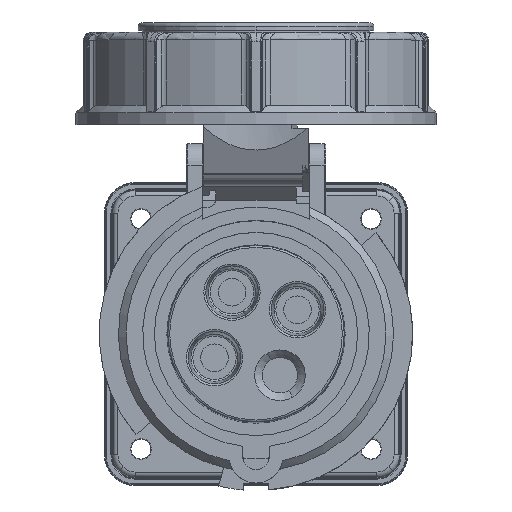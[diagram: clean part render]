
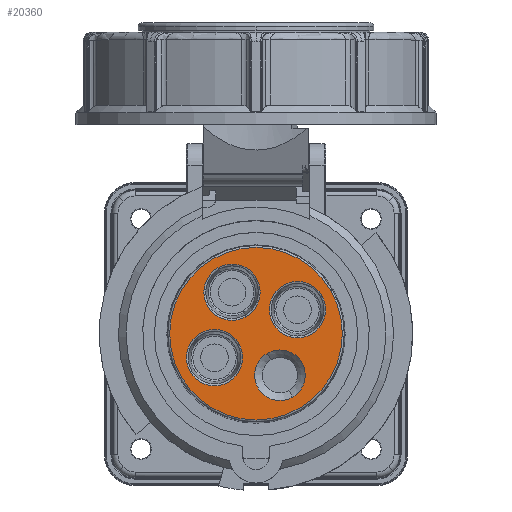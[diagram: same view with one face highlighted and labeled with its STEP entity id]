
A CAD part, top view. The second image highlights one B-rep face of the part: STEP entity #20360.
In plain terms, the highlighted planar face has unit normal (0, 0, 1).
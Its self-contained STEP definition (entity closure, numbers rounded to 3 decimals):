
#574 = CARTESIAN_POINT ( 'NONE',  ( 19.487, 11.251, 42. ) ) ;
#780 = ORIENTED_EDGE ( 'NONE', *, *, #33763, .T. ) ;
#811 = ORIENTED_EDGE ( 'NONE', *, *, #36931, .T. ) ;
#954 = VERTEX_POINT ( 'NONE', #71671 ) ;
#1305 = EDGE_CURVE ( 'NONE', #35234, #48433, #7190, .T. ) ;
#2299 = VERTEX_POINT ( 'NONE', #65216 ) ;
#2823 = DIRECTION ( 'NONE',  ( 0., 0., 1. ) ) ;
#2970 = EDGE_CURVE ( 'NONE', #52836, #4292, #68253, .T. ) ;
#3100 = CARTESIAN_POINT ( 'NONE',  ( -17.186, -9.922, 42. ) ) ;
#3433 = ORIENTED_EDGE ( 'NONE', *, *, #69054, .F. ) ;
#4292 = VERTEX_POINT ( 'NONE', #70052 ) ;
#5377 = CIRCLE ( 'NONE', #56929, 22.501 ) ;
#7190 = CIRCLE ( 'NONE', #45543, 22.501 ) ;
#7608 = DIRECTION ( 'NONE',  ( 0., 0., -1. ) ) ;
#10381 = CARTESIAN_POINT ( 'NONE',  ( -6.25, 10.825, 42. ) ) ;
#12299 = FACE_BOUND ( 'NONE', #25995, .T. ) ;
#13398 = DIRECTION ( 'NONE',  ( -1., 0., 0. ) ) ;
#14701 = CARTESIAN_POINT ( 'NONE',  ( -9.922, 17.186, 42. ) ) ;
#15277 = DIRECTION ( 'NONE',  ( 0.5, -0.866, 0. ) ) ;
#16100 = VERTEX_POINT ( 'NONE', #3100 ) ;
#16281 = AXIS2_PLACEMENT_3D ( 'NONE', #10381, #31772, #48679 ) ;
#16400 = DIRECTION ( 'NONE',  ( 0., 0., -1. ) ) ;
#17889 = EDGE_CURVE ( 'NONE', #2299, #16100, #64723, .T. ) ;
#17912 = CARTESIAN_POINT ( 'NONE',  ( 9.55, -16.541, 42. ) ) ;
#19965 = ORIENTED_EDGE ( 'NONE', *, *, #57984, .F. ) ;
#20360 = ADVANCED_FACE ( 'NONE', ( #40449, #34825, #29160, #23542, #12299 ), #69731, .F. ) ;
#23132 = CIRCLE ( 'NONE', #32728, 7.345 ) ;
#23389 = DIRECTION ( 'NONE',  ( -0.866, -0.5, 0. ) ) ;
#23542 = FACE_BOUND ( 'NONE', #73557, .T. ) ;
#25995 = EDGE_LOOP ( 'NONE', ( #66028, #62120 ) ) ;
#28846 = DIRECTION ( 'NONE',  ( -0.866, -0.5, 0. ) ) ;
#29160 = FACE_BOUND ( 'NONE', #63941, .T. ) ;
#29215 = DIRECTION ( 'NONE',  ( 0., 0., 1. ) ) ;
#29323 = CIRCLE ( 'NONE', #48521, 7.345 ) ;
#29523 = EDGE_LOOP ( 'NONE', ( #57244, #72178 ) ) ;
#30267 = CARTESIAN_POINT ( 'NONE',  ( 2.136, -3.7, 42. ) ) ;
#30789 = DIRECTION ( 'NONE',  ( -0.866, -0.5, 0. ) ) ;
#31445 = AXIS2_PLACEMENT_3D ( 'NONE', #73591, #29215, #28846 ) ;
#31772 = DIRECTION ( 'NONE',  ( 0., 0., 1. ) ) ;
#32728 = AXIS2_PLACEMENT_3D ( 'NONE', #37177, #71719, #30789 ) ;
#33138 = VERTEX_POINT ( 'NONE', #60627 ) ;
#33763 = EDGE_CURVE ( 'NONE', #954, #50933, #60175, .T. ) ;
#34825 = FACE_BOUND ( 'NONE', #70756, .T. ) ;
#34948 = AXIS2_PLACEMENT_3D ( 'NONE', #36149, #7608, #54133 ) ;
#35234 = VERTEX_POINT ( 'NONE', #60415 ) ;
#35957 = AXIS2_PLACEMENT_3D ( 'NONE', #51691, #61489, #39310 ) ;
#36149 = CARTESIAN_POINT ( 'NONE',  ( 6.25, -10.825, 42. ) ) ;
#36931 = EDGE_CURVE ( 'NONE', #50933, #954, #50542, .T. ) ;
#37177 = CARTESIAN_POINT ( 'NONE',  ( -10.825, -6.25, 42. ) ) ;
#39310 = DIRECTION ( 'NONE',  ( -0.866, -0.5, 0. ) ) ;
#39583 = AXIS2_PLACEMENT_3D ( 'NONE', #30267, #64098, #13398 ) ;
#40449 = FACE_OUTER_BOUND ( 'NONE', #29523, .T. ) ;
#41296 = CIRCLE ( 'NONE', #16281, 7.345 ) ;
#41380 = CARTESIAN_POINT ( 'NONE',  ( 17.186, 9.922, 42. ) ) ;
#43800 = CARTESIAN_POINT ( 'NONE',  ( 0., 0., 42. ) ) ;
#44957 = EDGE_CURVE ( 'NONE', #16100, #2299, #23132, .T. ) ;
#45543 = AXIS2_PLACEMENT_3D ( 'NONE', #63196, #68452, #62091 ) ;
#48377 = EDGE_CURVE ( 'NONE', #33138, #67925, #41296, .T. ) ;
#48433 = VERTEX_POINT ( 'NONE', #574 ) ;
#48521 = AXIS2_PLACEMENT_3D ( 'NONE', #71510, #2823, #59144 ) ;
#48679 = DIRECTION ( 'NONE',  ( -0.866, -0.5, 0. ) ) ;
#50542 = CIRCLE ( 'NONE', #34948, 6.6 ) ;
#50933 = VERTEX_POINT ( 'NONE', #17912 ) ;
#51691 = CARTESIAN_POINT ( 'NONE',  ( -10.825, -6.25, 42. ) ) ;
#52836 = VERTEX_POINT ( 'NONE', #41380 ) ;
#54133 = DIRECTION ( 'NONE',  ( 0.5, -0.866, 0. ) ) ;
#55708 = EDGE_CURVE ( 'NONE', #48433, #35234, #5377, .T. ) ;
#56840 = DIRECTION ( 'NONE',  ( 0., 0., 1. ) ) ;
#56929 = AXIS2_PLACEMENT_3D ( 'NONE', #43800, #72354, #15277 ) ;
#57244 = ORIENTED_EDGE ( 'NONE', *, *, #55708, .F. ) ;
#57984 = EDGE_CURVE ( 'NONE', #67925, #33138, #59070, .T. ) ;
#59070 = CIRCLE ( 'NONE', #31445, 7.345 ) ;
#59144 = DIRECTION ( 'NONE',  ( -0.866, -0.5, 0. ) ) ;
#59898 = AXIS2_PLACEMENT_3D ( 'NONE', #68095, #56840, #23389 ) ;
#60175 = CIRCLE ( 'NONE', #72188, 6.6 ) ;
#60415 = CARTESIAN_POINT ( 'NONE',  ( -19.487, -11.251, 42. ) ) ;
#60627 = CARTESIAN_POINT ( 'NONE',  ( -2.578, 4.465, 42. ) ) ;
#61489 = DIRECTION ( 'NONE',  ( 0., 0., 1. ) ) ;
#62091 = DIRECTION ( 'NONE',  ( 0.5, -0.866, 0. ) ) ;
#62120 = ORIENTED_EDGE ( 'NONE', *, *, #44957, .F. ) ;
#62566 = DIRECTION ( 'NONE',  ( 0.5, -0.866, 0. ) ) ;
#63196 = CARTESIAN_POINT ( 'NONE',  ( 0., 0., 42. ) ) ;
#63941 = EDGE_LOOP ( 'NONE', ( #811, #780 ) ) ;
#64098 = DIRECTION ( 'NONE',  ( 0., 0., -1. ) ) ;
#64723 = CIRCLE ( 'NONE', #35957, 7.345 ) ;
#65216 = CARTESIAN_POINT ( 'NONE',  ( -4.465, -2.578, 42. ) ) ;
#66028 = ORIENTED_EDGE ( 'NONE', *, *, #17889, .F. ) ;
#67827 = CARTESIAN_POINT ( 'NONE',  ( 6.25, -10.825, 42. ) ) ;
#67925 = VERTEX_POINT ( 'NONE', #14701 ) ;
#68095 = CARTESIAN_POINT ( 'NONE',  ( 10.825, 6.25, 42. ) ) ;
#68253 = CIRCLE ( 'NONE', #59898, 7.345 ) ;
#68452 = DIRECTION ( 'NONE',  ( 0., 0., -1. ) ) ;
#69054 = EDGE_CURVE ( 'NONE', #4292, #52836, #29323, .T. ) ;
#69731 = PLANE ( 'NONE',  #39583 ) ;
#70052 = CARTESIAN_POINT ( 'NONE',  ( 4.465, 2.578, 42. ) ) ;
#70756 = EDGE_LOOP ( 'NONE', ( #3433, #71663 ) ) ;
#71510 = CARTESIAN_POINT ( 'NONE',  ( 10.825, 6.25, 42. ) ) ;
#71663 = ORIENTED_EDGE ( 'NONE', *, *, #2970, .F. ) ;
#71671 = CARTESIAN_POINT ( 'NONE',  ( 2.95, -5.11, 42. ) ) ;
#71719 = DIRECTION ( 'NONE',  ( 0., 0., 1. ) ) ;
#72178 = ORIENTED_EDGE ( 'NONE', *, *, #1305, .F. ) ;
#72188 = AXIS2_PLACEMENT_3D ( 'NONE', #67827, #16400, #62566 ) ;
#72354 = DIRECTION ( 'NONE',  ( 0., 0., -1. ) ) ;
#73557 = EDGE_LOOP ( 'NONE', ( #73664, #19965 ) ) ;
#73591 = CARTESIAN_POINT ( 'NONE',  ( -6.25, 10.825, 42. ) ) ;
#73664 = ORIENTED_EDGE ( 'NONE', *, *, #48377, .F. ) ;
